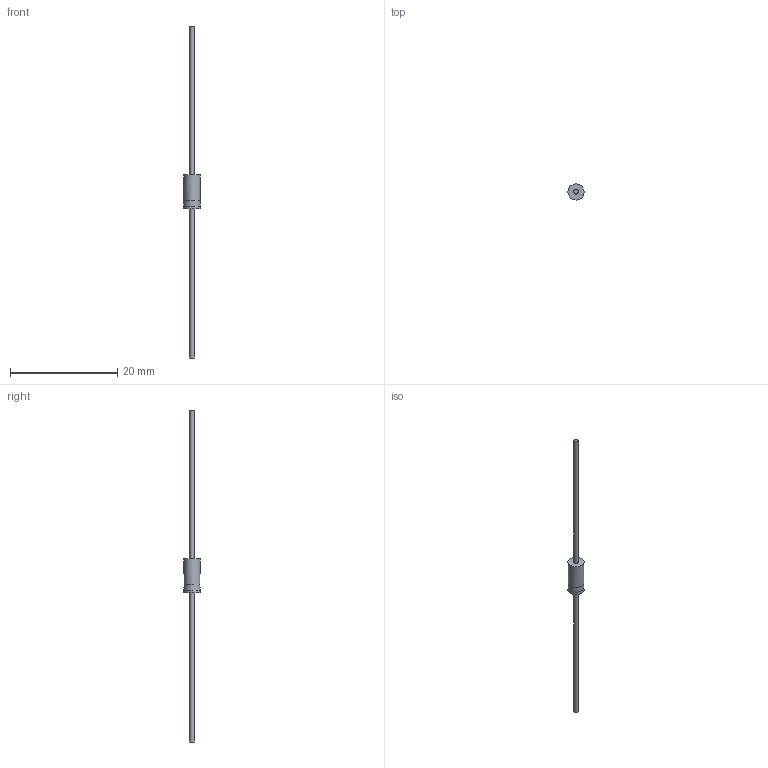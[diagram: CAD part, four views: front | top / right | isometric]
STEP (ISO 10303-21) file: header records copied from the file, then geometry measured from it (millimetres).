
FILE_DESCRIPTION(/* description */ (''),/* implementation_level */ '2;1');
FILE_NAME(/* name */ 'P2-DO15-.stp',/* time_stamp */ '2018-03-02T16:43:01+01:00',/* author */ (''),/* organization */ (''),/* preprocessor_version */ 'ST-DEVELOPER v14',/* originating_system */ 'SIEMENS PLM Software NX 8.0',/* authorisation */ '');
FILE_SCHEMA (('CONFIG_CONTROL_DESIGN'));
Length unit declared in the file: millimetre
Products named in the file (1): Testzeichnung
Bounding box: 3 x 3 x 61.99 mm (x, y, z)
Volume: 72.8 mm3; surface area: 213.8 mm2
Topology: 1 solids, 1 shells, 9 faces, 17 edges, 12 vertices
Faces by surface type: cylinder 5, plane 4
Full cylindrical faces by diameter (mm): 0.8 x2, 2.98 x1, 3 x2
Entity records: 270 total; most frequent: CARTESIAN_POINT 44, DIRECTION 32, EDGE_LOOP 16, ORIENTED_EDGE 16, AXIS2_PLACEMENT_3D 16, FACE_BOUND 14, ADVANCED_FACE 9, VERTEX_POINT 8
